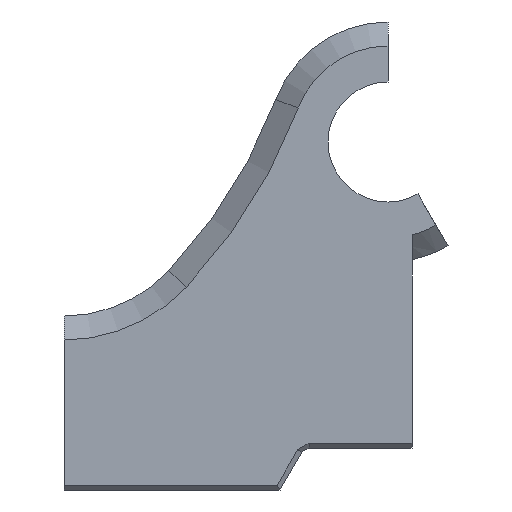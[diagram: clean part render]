
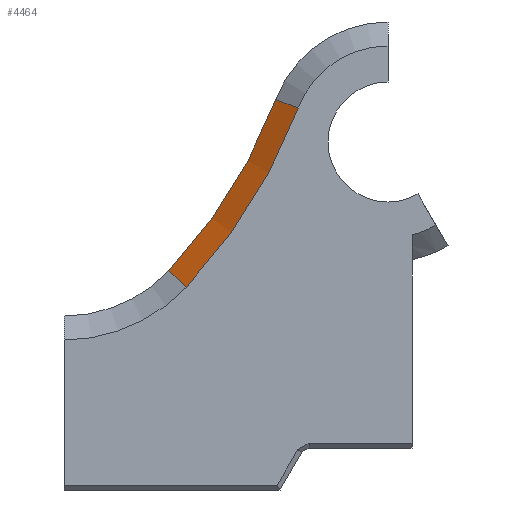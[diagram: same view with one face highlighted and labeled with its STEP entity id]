
A CAD part, front view. The second image highlights one B-rep face of the part: STEP entity #4464.
In plain terms, the highlighted conical face has half-angle 45 degrees and reference radius 43 mm.
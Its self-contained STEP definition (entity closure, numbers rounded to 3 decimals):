
#327 = PLANE('',#328);
#328 = AXIS2_PLACEMENT_3D('',#329,#330,#331);
#329 = CARTESIAN_POINT('',(0.,-31.,-9.));
#330 = DIRECTION('',(0.,1.,0.));
#331 = DIRECTION('',(0.,0.,1.));
#609 = VERTEX_POINT('',#610);
#610 = CARTESIAN_POINT('',(10.195,-31.,7.905));
#629 = CONICAL_SURFACE('',#630,12.,0.785);
#630 = AXIS2_PLACEMENT_3D('',#631,#632,#633);
#631 = CARTESIAN_POINT('',(0.,-29.,17.5));
#632 = DIRECTION('',(0.,-1.,0.));
#633 = DIRECTION('',(0.,0.,-1.));
#641 = EDGE_CURVE('',#609,#642,#644,.T.);
#642 = VERTEX_POINT('',#643);
#643 = CARTESIAN_POINT('',(19.517,-31.,22.83));
#644 = SURFACE_CURVE('',#645,(#650,#661),.PCURVE_S1.);
#645 = CIRCLE('',#646,45.);
#646 = AXIS2_PLACEMENT_3D('',#647,#648,#649);
#647 = CARTESIAN_POINT('',(-22.574,-31.,38.747));
#648 = DIRECTION('',(0.,-1.,0.));
#649 = DIRECTION('',(0.728,0.,-0.685)
  );
#650 = PCURVE('',#327,#651);
#651 = DEFINITIONAL_REPRESENTATION('',(#652),#660);
#652 = ( BOUNDED_CURVE() B_SPLINE_CURVE(2,(#653,#654,#655,#656,#657,#658
,#659),.UNSPECIFIED.,.F.,.F.) B_SPLINE_CURVE_WITH_KNOTS((1,2,2,2,2,1),(
    -2.094,0.,2.094,4.189,6.283,
8.378),.UNSPECIFIED.) CURVE() GEOMETRIC_REPRESENTATION_ITEM() 
RATIONAL_B_SPLINE_CURVE((1.,0.5,1.,0.5,1.,0.5,1.)) REPRESENTATION_ITEM(
  '') );
#653 = CARTESIAN_POINT('',(16.905,10.195));
#654 = CARTESIAN_POINT('',(73.661,63.615));
#655 = CARTESIAN_POINT('',(91.546,-12.248));
#656 = CARTESIAN_POINT('',(109.431,-88.11));
#657 = CARTESIAN_POINT('',(34.79,-65.668));
#658 = CARTESIAN_POINT('',(-39.852,-43.226));
#659 = CARTESIAN_POINT('',(16.905,10.195));
#660 = ( GEOMETRIC_REPRESENTATION_CONTEXT(2) 
PARAMETRIC_REPRESENTATION_CONTEXT() REPRESENTATION_CONTEXT('2D SPACE',''
  ) );
#661 = PCURVE('',#662,#667);
#662 = CONICAL_SURFACE('',#663,43.,0.785);
#663 = AXIS2_PLACEMENT_3D('',#664,#665,#666);
#664 = CARTESIAN_POINT('',(-22.574,-29.,38.747));
#665 = DIRECTION('',(0.,-1.,0.));
#666 = DIRECTION('',(0.728,0.,-0.685)
  );
#667 = DEFINITIONAL_REPRESENTATION('',(#668),#672);
#668 = LINE('',#669,#670);
#669 = CARTESIAN_POINT('',(0.,2.));
#670 = VECTOR('',#671,1.);
#671 = DIRECTION('',(1.,0.));
#672 = ( GEOMETRIC_REPRESENTATION_CONTEXT(2) 
PARAMETRIC_REPRESENTATION_CONTEXT() REPRESENTATION_CONTEXT('2D SPACE',''
  ) );
#691 = CONICAL_SURFACE('',#692,10.,0.785);
#692 = AXIS2_PLACEMENT_3D('',#693,#694,#695);
#693 = CARTESIAN_POINT('',(27.,-29.,20.));
#694 = DIRECTION('',(0.,1.,0.));
#695 = DIRECTION('',(-0.935,0.,0.354)
  );
#2681 = VERTEX_POINT('',#2682);
#2682 = CARTESIAN_POINT('',(8.738,-29.,9.275));
#2731 = EDGE_CURVE('',#2681,#609,#2732,.T.);
#2732 = SURFACE_CURVE('',#2733,(#2737,#2743),.PCURVE_S1.);
#2733 = LINE('',#2734,#2735);
#2734 = CARTESIAN_POINT('',(8.738,-29.,9.275));
#2735 = VECTOR('',#2736,1.);
#2736 = DIRECTION('',(0.515,-0.707,-0.485));
#2737 = PCURVE('',#629,#2738);
#2738 = DEFINITIONAL_REPRESENTATION('',(#2739),#2742);
#2739 = B_SPLINE_CURVE_WITH_KNOTS('',1,(#2740,#2741),.UNSPECIFIED.,.F.,
  .F.,(2,2),(0.,2.828),.PIECEWISE_BEZIER_KNOTS.);
#2740 = CARTESIAN_POINT('',(0.816,0.));
#2741 = CARTESIAN_POINT('',(0.816,2.));
#2742 = ( GEOMETRIC_REPRESENTATION_CONTEXT(2) 
PARAMETRIC_REPRESENTATION_CONTEXT() REPRESENTATION_CONTEXT('2D SPACE',''
  ) );
#2743 = PCURVE('',#662,#2744);
#2744 = DEFINITIONAL_REPRESENTATION('',(#2745),#2748);
#2745 = B_SPLINE_CURVE_WITH_KNOTS('',1,(#2746,#2747),.UNSPECIFIED.,.F.,
  .F.,(2,2),(0.,2.828),.PIECEWISE_BEZIER_KNOTS.);
#2746 = CARTESIAN_POINT('',(0.,0.));
#2747 = CARTESIAN_POINT('',(0.,2.));
#2748 = ( GEOMETRIC_REPRESENTATION_CONTEXT(2) 
PARAMETRIC_REPRESENTATION_CONTEXT() REPRESENTATION_CONTEXT('2D SPACE',''
  ) );
#4218 = EDGE_CURVE('',#4219,#642,#4221,.T.);
#4219 = VERTEX_POINT('',#4220);
#4220 = CARTESIAN_POINT('',(17.646,-29.,23.537));
#4221 = SURFACE_CURVE('',#4222,(#4226,#4232),.PCURVE_S1.);
#4222 = LINE('',#4223,#4224);
#4223 = CARTESIAN_POINT('',(17.646,-29.,23.537));
#4224 = VECTOR('',#4225,1.);
#4225 = DIRECTION('',(0.661,-0.707,-0.25));
#4226 = PCURVE('',#691,#4227);
#4227 = DEFINITIONAL_REPRESENTATION('',(#4228),#4231);
#4228 = B_SPLINE_CURVE_WITH_KNOTS('',1,(#4229,#4230),.UNSPECIFIED.,.F.,
  .F.,(2,2),(0.,2.828),.PIECEWISE_BEZIER_KNOTS.);
#4229 = CARTESIAN_POINT('',(0.,0.));
#4230 = CARTESIAN_POINT('',(0.,-2.));
#4231 = ( GEOMETRIC_REPRESENTATION_CONTEXT(2) 
PARAMETRIC_REPRESENTATION_CONTEXT() REPRESENTATION_CONTEXT('2D SPACE',''
  ) );
#4232 = PCURVE('',#662,#4233);
#4233 = DEFINITIONAL_REPRESENTATION('',(#4234),#4237);
#4234 = B_SPLINE_CURVE_WITH_KNOTS('',1,(#4235,#4236),.UNSPECIFIED.,.F.,
  .F.,(2,2),(0.,2.828),.PIECEWISE_BEZIER_KNOTS.);
#4235 = CARTESIAN_POINT('',(0.394,0.));
#4236 = CARTESIAN_POINT('',(0.394,2.));
#4237 = ( GEOMETRIC_REPRESENTATION_CONTEXT(2) 
PARAMETRIC_REPRESENTATION_CONTEXT() REPRESENTATION_CONTEXT('2D SPACE',''
  ) );
#4464 = ADVANCED_FACE('',(#4465),#662,.T.);
#4465 = FACE_BOUND('',#4466,.T.);
#4466 = EDGE_LOOP('',(#4467,#4468,#4517,#4518));
#4467 = ORIENTED_EDGE('',*,*,#2731,.F.);
#4468 = ORIENTED_EDGE('',*,*,#4469,.T.);
#4469 = EDGE_CURVE('',#2681,#4219,#4470,.T.);
#4470 = SURFACE_CURVE('',#4471,(#4476,#4483),.PCURVE_S1.);
#4471 = CIRCLE('',#4472,43.);
#4472 = AXIS2_PLACEMENT_3D('',#4473,#4474,#4475);
#4473 = CARTESIAN_POINT('',(-22.574,-29.,38.747));
#4474 = DIRECTION('',(0.,-1.,0.));
#4475 = DIRECTION('',(0.728,0.,-0.685
    ));
#4476 = PCURVE('',#662,#4477);
#4477 = DEFINITIONAL_REPRESENTATION('',(#4478),#4482);
#4478 = LINE('',#4479,#4480);
#4479 = CARTESIAN_POINT('',(0.,0.));
#4480 = VECTOR('',#4481,1.);
#4481 = DIRECTION('',(1.,0.));
#4482 = ( GEOMETRIC_REPRESENTATION_CONTEXT(2) 
PARAMETRIC_REPRESENTATION_CONTEXT() REPRESENTATION_CONTEXT('2D SPACE',''
  ) );
#4483 = PCURVE('',#4484,#4489);
#4484 = CYLINDRICAL_SURFACE('',#4485,43.);
#4485 = AXIS2_PLACEMENT_3D('',#4486,#4487,#4488);
#4486 = CARTESIAN_POINT('',(-22.574,0.,
    38.747));
#4487 = DIRECTION('',(0.,1.,0.));
#4488 = DIRECTION('',(1.,0.,0.));
#4489 = DEFINITIONAL_REPRESENTATION('',(#4490),#4516);
#4490 = B_SPLINE_CURVE_WITH_KNOTS('',3,(#4491,#4492,#4493,#4494,#4495,
    #4496,#4497,#4498,#4499,#4500,#4501,#4502,#4503,#4504,#4505,#4506,
    #4507,#4508,#4509,#4510,#4511,#4512,#4513,#4514,#4515),
  .UNSPECIFIED.,.F.,.F.,(4,1,1,1,1,1,1,1,1,1,1,1,1,1,1,1,1,1,1,1,1,1,4),
  (0.,0.018,0.036,
    0.054,0.072,0.089,
    0.107,0.125,0.143,0.161,
    0.179,0.197,0.215,0.233,
    0.25,0.268,0.286,0.304,
    0.322,0.34,0.358,0.376,
    0.394),.UNSPECIFIED.);
#4491 = CARTESIAN_POINT('',(-5.528,-29.));
#4492 = CARTESIAN_POINT('',(-5.534,-29.));
#4493 = CARTESIAN_POINT('',(-5.546,-29.));
#4494 = CARTESIAN_POINT('',(-5.564,-29.));
#4495 = CARTESIAN_POINT('',(-5.582,-29.));
#4496 = CARTESIAN_POINT('',(-5.6,-29.));
#4497 = CARTESIAN_POINT('',(-5.618,-29.));
#4498 = CARTESIAN_POINT('',(-5.635,-29.));
#4499 = CARTESIAN_POINT('',(-5.653,-29.));
#4500 = CARTESIAN_POINT('',(-5.671,-29.));
#4501 = CARTESIAN_POINT('',(-5.689,-29.));
#4502 = CARTESIAN_POINT('',(-5.707,-29.));
#4503 = CARTESIAN_POINT('',(-5.725,-29.));
#4504 = CARTESIAN_POINT('',(-5.743,-29.));
#4505 = CARTESIAN_POINT('',(-5.761,-29.));
#4506 = CARTESIAN_POINT('',(-5.779,-29.));
#4507 = CARTESIAN_POINT('',(-5.796,-29.));
#4508 = CARTESIAN_POINT('',(-5.814,-29.));
#4509 = CARTESIAN_POINT('',(-5.832,-29.));
#4510 = CARTESIAN_POINT('',(-5.85,-29.));
#4511 = CARTESIAN_POINT('',(-5.868,-29.));
#4512 = CARTESIAN_POINT('',(-5.886,-29.));
#4513 = CARTESIAN_POINT('',(-5.904,-29.));
#4514 = CARTESIAN_POINT('',(-5.916,-29.));
#4515 = CARTESIAN_POINT('',(-5.922,-29.));
#4516 = ( GEOMETRIC_REPRESENTATION_CONTEXT(2) 
PARAMETRIC_REPRESENTATION_CONTEXT() REPRESENTATION_CONTEXT('2D SPACE',''
  ) );
#4517 = ORIENTED_EDGE('',*,*,#4218,.T.);
#4518 = ORIENTED_EDGE('',*,*,#641,.F.);
